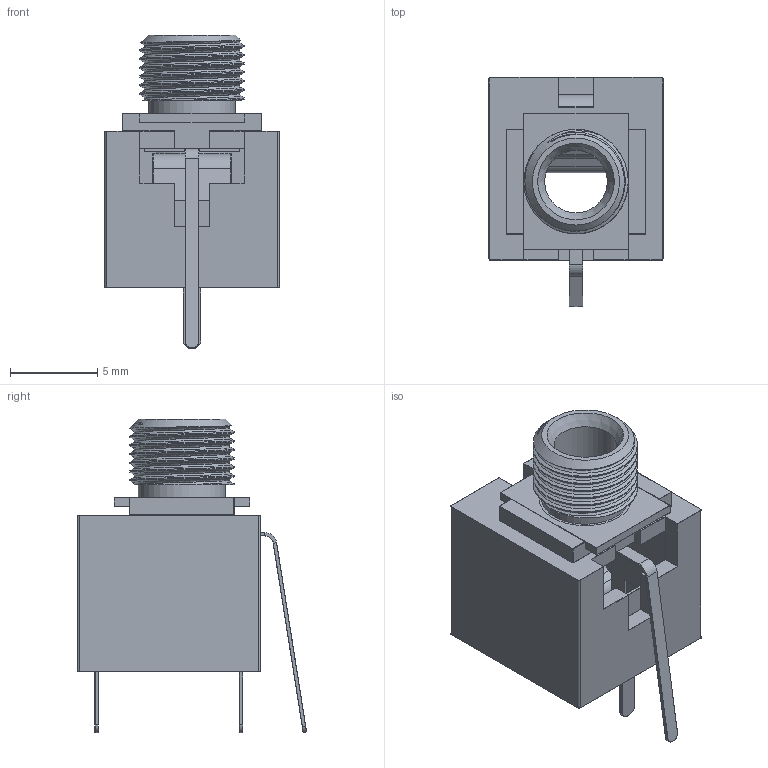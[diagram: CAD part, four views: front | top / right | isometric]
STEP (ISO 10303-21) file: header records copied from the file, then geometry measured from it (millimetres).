
FILE_DESCRIPTION(('FreeCAD Model'),'2;1');
FILE_NAME('Open CASCADE Shape Model','2022-06-21T07:22:22',('Author'),( ''),'Open CASCADE STEP processor 7.5','FreeCAD','Unknown');
FILE_SCHEMA(('AUTOMOTIVE_DESIGN { 1 0 10303 214 1 1 1 1 }'));
Length unit declared in the file: millimetre
Products named in the file (6): Part; Body; Pin 3; Pin 2; Pin 1; Socket
Assembly tree (5 placements, depth 2):
  Part
    Body
    Pin 3
    Pin 2
    Pin 1
    Socket
Bounding box: 10 x 13.16 x 18 mm (x, y, z)
Volume: 561.8 mm3; surface area: 1501.2 mm2
Topology: 5 solids, 5 shells, 706 faces, 1543 edges, 846 vertices
Faces by surface type: plane 536, cone 66, bspline 60, cylinder 44
Full cylindrical faces by diameter (mm): 3.6 x1, 4 x3, 5 x1, 5.4 x6
Entity records: 47914 total; most frequent: CARTESIAN_POINT 16418, DIRECTION 5762, LINE 4135, VECTOR 4135, ORIENTED_EDGE 3082, PCURVE 3082, DEFINITIONAL_REPRESENTATION 3082, EDGE_CURVE 1541
